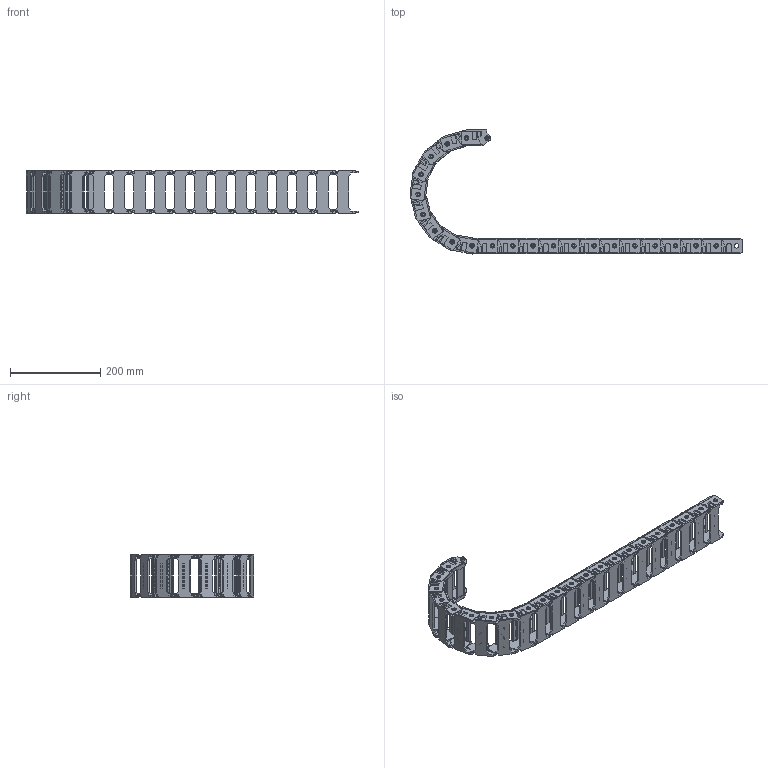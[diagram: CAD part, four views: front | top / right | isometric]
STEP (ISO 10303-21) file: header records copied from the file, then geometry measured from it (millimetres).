
FILE_DESCRIPTION (( 'STEP AP214' ), '1' );
FILE_NAME ('CDC-10X30R47N.STEP', '2025-04-03T16:29:31', ( '' ), ( '' ), 'SwSTEP 2.0', 'SolidWorks 2024', '' );
FILE_SCHEMA (( 'AUTOMOTIVE_DESIGN' ));
Length unit declared in the file: millimetre
Products named in the file (1): CDC-10X30R47N
Bounding box: 734.26 x 274.11 x 94 mm (x, y, z)
Volume: 731923.7 mm3; surface area: 448504.8 mm2
Topology: 22 solids, 22 shells, 4752 faces, 13596 edges, 9064 vertices
Faces by surface type: plane 3652, cylinder 1100
Entity records: 154524 total; most frequent: CARTESIAN_POINT 27413, ORIENTED_EDGE 27192, DIRECTION 25390, EDGE_CURVE 13596, LINE 11308, VECTOR 11308, VERTEX_POINT 9064, AXIS2_PLACEMENT_3D 7041
